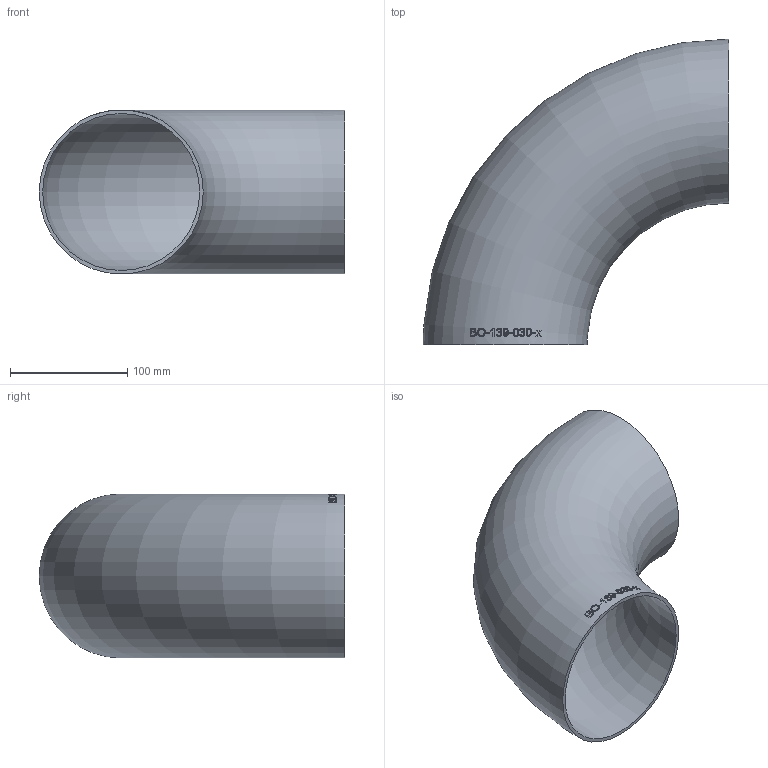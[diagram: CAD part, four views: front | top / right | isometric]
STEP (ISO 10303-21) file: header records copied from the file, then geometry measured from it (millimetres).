
FILE_DESCRIPTION (( 'STEP AP214' ), '1' );
FILE_NAME ('BO-139-030-x Bogen 1910.STEP', '2019-10-30T13:31:15', ( '' ), ( '' ), 'SwSTEP 2.0', 'SolidWorks 2016', '' );
FILE_SCHEMA (( 'AUTOMOTIVE_DESIGN' ));
Length unit declared in the file: millimetre
Products named in the file (1): BO-139-030-x Bogen 1910
Bounding box: 260.35 x 260.35 x 139.7 mm (x, y, z)
Volume: 385513.9 mm3; surface area: 259626.3 mm2
Topology: 1 solids, 1 shells, 143 faces, 373 edges, 249 vertices
Faces by surface type: bspline 73, plane 49, torus 21
Entity records: 8019 total; most frequent: CARTESIAN_POINT 3755, ORIENTED_EDGE 728, EDGE_CURVE 364, DIRECTION 268, VERTEX_POINT 244, B_SPLINE_CURVE_WITH_KNOTS 240, EDGE_LOOP 164, FACE_OUTER_BOUND 144
